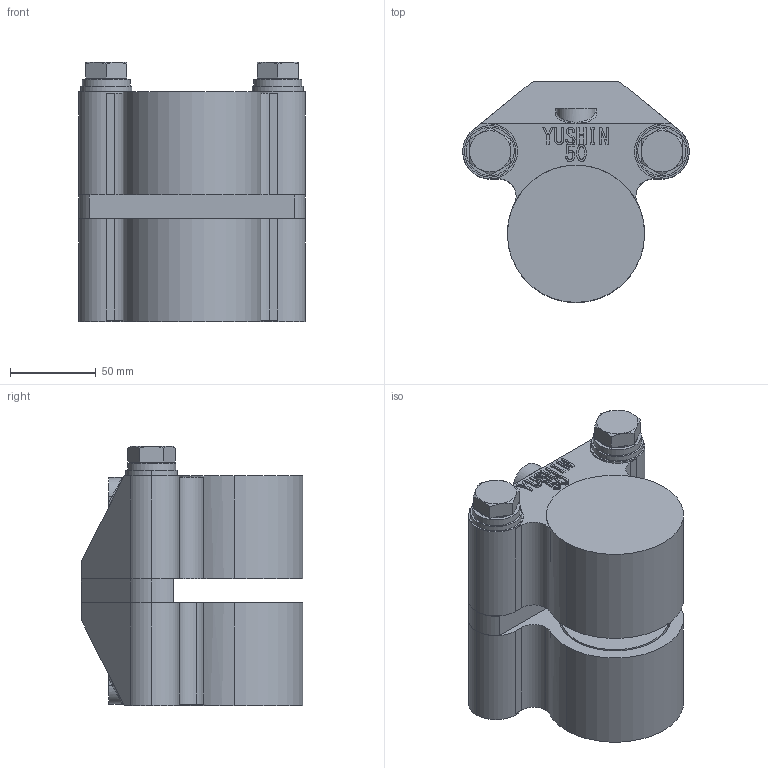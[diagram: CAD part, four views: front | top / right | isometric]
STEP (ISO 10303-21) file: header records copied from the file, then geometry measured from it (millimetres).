
FILE_DESCRIPTION (( 'STEP AP203' ), '1' );
FILE_NAME ('DBA-50(Web—p).STEP', '2024-10-28T04:42:06', ( '' ), ( '' ), 'SwSTEP 2.0', 'SolidWorks 2024', '' );
FILE_SCHEMA (( 'CONFIG_CONTROL_DESIGN' ));
Length unit declared in the file: millimetre
Products named in the file (1): DBA-50(Web用)
Bounding box: 132 x 129 x 151.2 mm (x, y, z)
Volume: 1307145.8 mm3; surface area: 95421.6 mm2
Topology: 1 solids, 1 shells, 523 faces, 1380 edges, 885 vertices
Faces by surface type: plane 274, bspline 130, cylinder 69, cone 50
Entity records: 20625 total; most frequent: CARTESIAN_POINT 8513, ORIENTED_EDGE 2744, DIRECTION 2069, EDGE_CURVE 1372, VERTEX_POINT 885, LINE 837, VECTOR 837, AXIS2_PLACEMENT_3D 616
